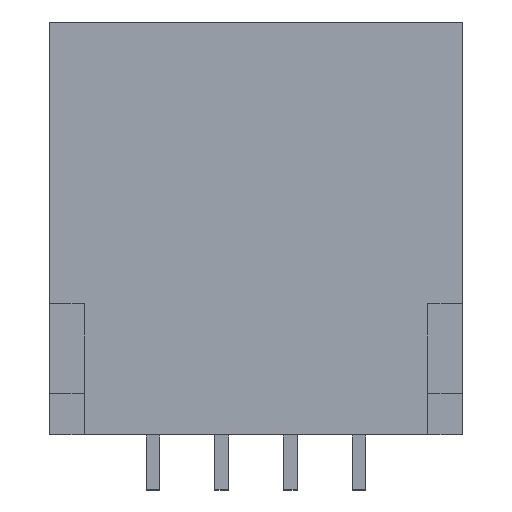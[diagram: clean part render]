
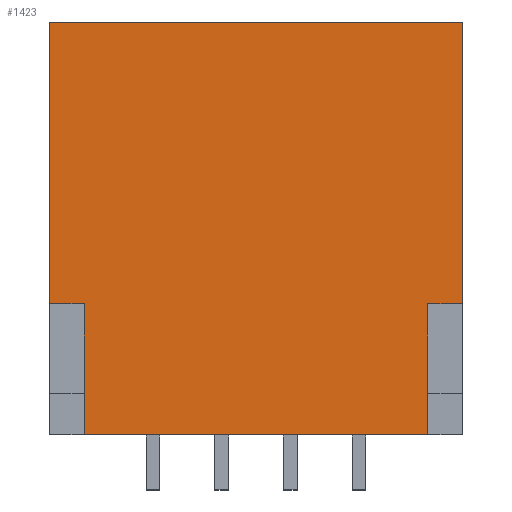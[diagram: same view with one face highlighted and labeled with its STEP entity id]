
A CAD part, top view. The second image highlights one B-rep face of the part: STEP entity #1423.
In plain terms, the highlighted planar face has unit normal (0, 0, 1).
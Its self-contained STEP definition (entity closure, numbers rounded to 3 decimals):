
#494 = VERTEX_POINT('',#495);
#495 = CARTESIAN_POINT('',(2.5,-0.6,4.5));
#501 = EDGE_CURVE('',#494,#502,#504,.T.);
#502 = VERTEX_POINT('',#503);
#503 = CARTESIAN_POINT('',(-2.5,-0.6,4.5));
#504 = LINE('',#505,#506);
#505 = CARTESIAN_POINT('',(3.,-0.6,4.5));
#506 = VECTOR('',#507,1.);
#507 = DIRECTION('',(-1.,0.,0.));
#628 = VERTEX_POINT('',#629);
#629 = CARTESIAN_POINT('',(3.,5.4,4.5));
#635 = EDGE_CURVE('',#636,#628,#638,.T.);
#636 = VERTEX_POINT('',#637);
#637 = CARTESIAN_POINT('',(3.,1.3,4.5));
#638 = LINE('',#639,#640);
#639 = CARTESIAN_POINT('',(3.,5.4,4.5));
#640 = VECTOR('',#641,1.);
#641 = DIRECTION('',(0.,1.,0.));
#810 = VERTEX_POINT('',#811);
#811 = CARTESIAN_POINT('',(-3.,1.3,4.5));
#817 = EDGE_CURVE('',#810,#818,#820,.T.);
#818 = VERTEX_POINT('',#819);
#819 = CARTESIAN_POINT('',(-3.,5.4,4.5));
#820 = LINE('',#821,#822);
#821 = CARTESIAN_POINT('',(-3.,5.4,4.5));
#822 = VECTOR('',#823,1.);
#823 = DIRECTION('',(0.,1.,0.));
#1315 = EDGE_CURVE('',#628,#818,#1316,.T.);
#1316 = LINE('',#1317,#1318);
#1317 = CARTESIAN_POINT('',(3.,5.4,4.5));
#1318 = VECTOR('',#1319,1.);
#1319 = DIRECTION('',(-1.,0.,0.));
#1381 = EDGE_CURVE('',#502,#1382,#1384,.T.);
#1382 = VERTEX_POINT('',#1383);
#1383 = CARTESIAN_POINT('',(-2.5,1.3,4.5));
#1384 = LINE('',#1385,#1386);
#1385 = CARTESIAN_POINT('',(-2.5,-0.6,4.5));
#1386 = VECTOR('',#1387,1.);
#1387 = DIRECTION('',(0.,1.,0.));
#1423 = ADVANCED_FACE('',(#1424),#1451,.T.);
#1424 = FACE_BOUND('',#1425,.T.);
#1425 = EDGE_LOOP('',(#1426,#1434,#1440,#1441,#1442,#1443,#1449,#1450));
#1426 = ORIENTED_EDGE('',*,*,#1427,.T.);
#1427 = EDGE_CURVE('',#494,#1428,#1430,.T.);
#1428 = VERTEX_POINT('',#1429);
#1429 = CARTESIAN_POINT('',(2.5,1.3,4.5));
#1430 = LINE('',#1431,#1432);
#1431 = CARTESIAN_POINT('',(2.5,-0.6,4.5));
#1432 = VECTOR('',#1433,1.);
#1433 = DIRECTION('',(0.,1.,0.));
#1434 = ORIENTED_EDGE('',*,*,#1435,.T.);
#1435 = EDGE_CURVE('',#1428,#636,#1436,.T.);
#1436 = LINE('',#1437,#1438);
#1437 = CARTESIAN_POINT('',(2.5,1.3,4.5));
#1438 = VECTOR('',#1439,1.);
#1439 = DIRECTION('',(1.,0.,0.));
#1440 = ORIENTED_EDGE('',*,*,#635,.T.);
#1441 = ORIENTED_EDGE('',*,*,#1315,.T.);
#1442 = ORIENTED_EDGE('',*,*,#817,.F.);
#1443 = ORIENTED_EDGE('',*,*,#1444,.F.);
#1444 = EDGE_CURVE('',#1382,#810,#1445,.T.);
#1445 = LINE('',#1446,#1447);
#1446 = CARTESIAN_POINT('',(-2.5,1.3,4.5));
#1447 = VECTOR('',#1448,1.);
#1448 = DIRECTION('',(-1.,0.,0.));
#1449 = ORIENTED_EDGE('',*,*,#1381,.F.);
#1450 = ORIENTED_EDGE('',*,*,#501,.F.);
#1451 = PLANE('',#1452);
#1452 = AXIS2_PLACEMENT_3D('',#1453,#1454,#1455);
#1453 = CARTESIAN_POINT('',(3.,5.4,4.5));
#1454 = DIRECTION('',(0.,0.,1.));
#1455 = DIRECTION('',(0.,1.,0.));
